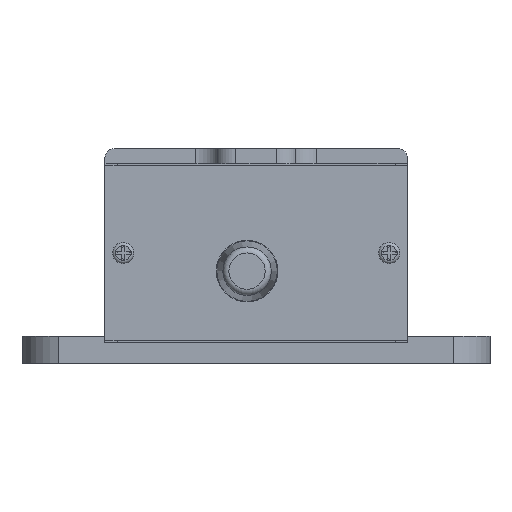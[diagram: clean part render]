
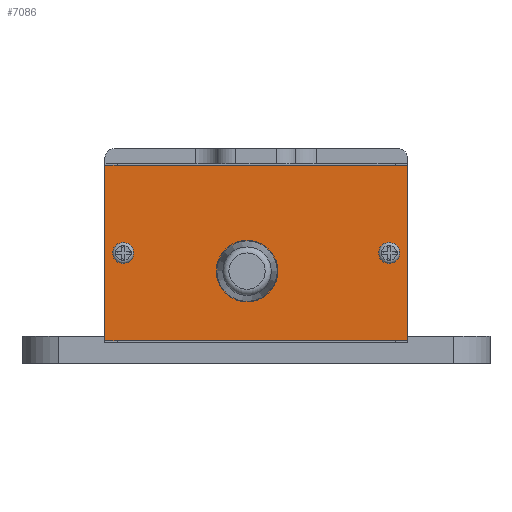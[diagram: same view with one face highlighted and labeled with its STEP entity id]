
A CAD part, front view. The second image highlights one B-rep face of the part: STEP entity #7086.
In plain terms, the highlighted planar face has unit normal (0, -1, 0).
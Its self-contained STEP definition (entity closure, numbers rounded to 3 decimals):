
#535=FACE_BOUND('',#1085,.T.);
#536=FACE_BOUND('',#1086,.T.);
#537=FACE_BOUND('',#1087,.T.);
#647=FACE_OUTER_BOUND('',#1084,.T.);
#1084=EDGE_LOOP('',(#4955,#4956,#4957,#4958));
#1085=EDGE_LOOP('',(#4959));
#1086=EDGE_LOOP('',(#4960));
#1087=EDGE_LOOP('',(#4961));
#1616=LINE('',#10792,#2179);
#1620=LINE('',#10800,#2183);
#1625=LINE('',#10812,#2188);
#1626=LINE('',#10813,#2189);
#2179=VECTOR('',#8689,10.);
#2183=VECTOR('',#8695,10.);
#2188=VECTOR('',#8706,10.);
#2189=VECTOR('',#8707,10.);
#2673=CIRCLE('',#7725,3.25);
#2674=CIRCLE('',#7726,1.);
#2675=CIRCLE('',#7727,1.);
#3047=VERTEX_POINT('',#10789);
#3048=VERTEX_POINT('',#10791);
#3051=VERTEX_POINT('',#10799);
#3055=VERTEX_POINT('',#10811);
#3056=VERTEX_POINT('',#10814);
#3057=VERTEX_POINT('',#10816);
#3058=VERTEX_POINT('',#10818);
#3783=EDGE_CURVE('',#3047,#3048,#1616,.T.);
#3787=EDGE_CURVE('',#3051,#3047,#1620,.T.);
#3793=EDGE_CURVE('',#3048,#3055,#1625,.T.);
#3794=EDGE_CURVE('',#3055,#3051,#1626,.T.);
#3795=EDGE_CURVE('',#3056,#3056,#2673,.T.);
#3796=EDGE_CURVE('',#3057,#3057,#2674,.T.);
#3797=EDGE_CURVE('',#3058,#3058,#2675,.T.);
#4955=ORIENTED_EDGE('',*,*,#3793,.F.);
#4956=ORIENTED_EDGE('',*,*,#3783,.F.);
#4957=ORIENTED_EDGE('',*,*,#3787,.F.);
#4958=ORIENTED_EDGE('',*,*,#3794,.F.);
#4959=ORIENTED_EDGE('',*,*,#3795,.T.);
#4960=ORIENTED_EDGE('',*,*,#3796,.T.);
#4961=ORIENTED_EDGE('',*,*,#3797,.T.);
#6840=PLANE('',#7724);
#7086=ADVANCED_FACE('',(#647,#535,#536,#537),#6840,.T.);
#7724=AXIS2_PLACEMENT_3D('',#10810,#8704,#8705);
#7725=AXIS2_PLACEMENT_3D('',#10815,#8708,#8709);
#7726=AXIS2_PLACEMENT_3D('',#10817,#8710,#8711);
#7727=AXIS2_PLACEMENT_3D('',#10819,#8712,#8713);
#8689=DIRECTION('',(-1.,0.,0.));
#8695=DIRECTION('',(0.,0.,-1.));
#8704=DIRECTION('center_axis',(0.,-1.,0.));
#8705=DIRECTION('ref_axis',(0.,0.,-1.));
#8706=DIRECTION('',(0.,0.,1.));
#8707=DIRECTION('',(1.,0.,0.));
#8708=DIRECTION('center_axis',(0.,1.,0.));
#8709=DIRECTION('ref_axis',(1.,0.,0.));
#8710=DIRECTION('center_axis',(0.,1.,0.));
#8711=DIRECTION('ref_axis',(1.,0.,0.));
#8712=DIRECTION('center_axis',(0.,1.,0.));
#8713=DIRECTION('ref_axis',(1.,0.,0.));
#10789=CARTESIAN_POINT('',(43.,-2.,0.));
#10791=CARTESIAN_POINT('',(-7.,-2.,0.));
#10792=CARTESIAN_POINT('',(-2.5,-2.,0.));
#10799=CARTESIAN_POINT('',(43.,-2.,29.));
#10800=CARTESIAN_POINT('',(43.,-2.,26.));
#10810=CARTESIAN_POINT('Origin',(18.,-2.,13.));
#10811=CARTESIAN_POINT('',(-7.,-2.,29.));
#10812=CARTESIAN_POINT('',(-7.,-2.,0.));
#10813=CARTESIAN_POINT('',(40.,-2.,29.));
#10814=CARTESIAN_POINT('',(13.25,-2.,11.5));
#10815=CARTESIAN_POINT('Origin',(16.5,-2.,11.5));
#10816=CARTESIAN_POINT('',(-5.,-2.,14.5));
#10817=CARTESIAN_POINT('Origin',(-4.,-2.,14.5));
#10818=CARTESIAN_POINT('',(39.,-2.,14.5));
#10819=CARTESIAN_POINT('Origin',(40.,-2.,14.5));
